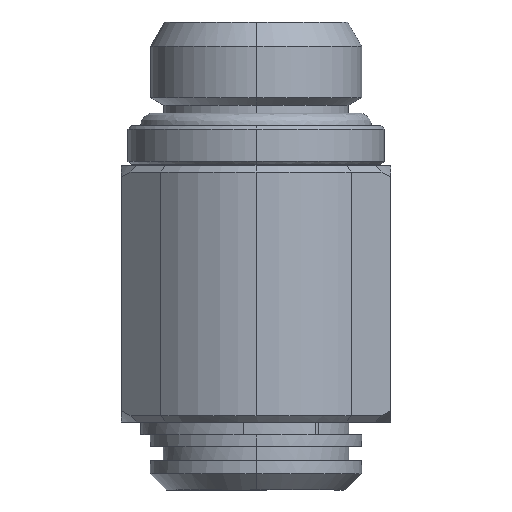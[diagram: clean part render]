
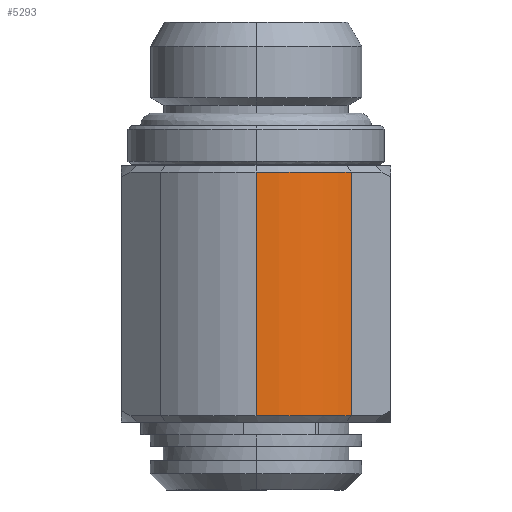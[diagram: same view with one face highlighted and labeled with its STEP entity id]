
A CAD part, left-side view. The second image highlights one B-rep face of the part: STEP entity #5293.
In plain terms, the highlighted free-form (B-spline) face has degree [1, 3] with [2, 4] control points.
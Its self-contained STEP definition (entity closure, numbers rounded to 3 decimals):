
#271 = FACE_OUTER_BOUND ( 'NONE', #7892, .T. ) ;
#545 = CARTESIAN_POINT ( 'NONE',  ( 142.343, 131.037, 9.5 ) ) ;
#851 = CARTESIAN_POINT ( 'NONE',  ( 139.267, 135.64, -9.5 ) ) ;
#863 = EDGE_CURVE ( 'NONE', #4439, #1081, #1312, .T. ) ;
#1081 = VERTEX_POINT ( 'NONE', #2162 ) ;
#1262 =( BOUNDED_SURFACE ( )  B_SPLINE_SURFACE ( 1, 3, ( 
 ( #7896, #4648, #5313, #5959 ),
 ( #5282, #4200, #851, #6228 ) ),
 .UNSPECIFIED., .F., .F., .T. ) 
 B_SPLINE_SURFACE_WITH_KNOTS ( ( 2, 2 ),
 ( 4, 4 ),
 ( 0., 1. ),
 ( 0., 1. ),
 .UNSPECIFIED. ) 
 GEOMETRIC_REPRESENTATION_ITEM ( )  RATIONAL_B_SPLINE_SURFACE ( (
 ( 1., 0.949, 0.949, 1.),
 ( 1., 0.949, 0.949, 1.) ) ) 
 REPRESENTATION_ITEM ( '' )  SURFACE ( )  );
#1274 = VERTEX_POINT ( 'NONE', #1384 ) ;
#1312 =( BOUNDED_CURVE ( )  B_SPLINE_CURVE ( 3, ( #2303, #6149, #6938, #2173 ),
 .UNSPECIFIED., .F., .F. ) 
 B_SPLINE_CURVE_WITH_KNOTS ( ( 4, 4 ),
 ( -3.927, -3.142 ),
 .UNSPECIFIED. ) 
 CURVE ( )  GEOMETRIC_REPRESENTATION_ITEM ( )  RATIONAL_B_SPLINE_CURVE ( ( 1., 0.949, 0.949, 1. ) ) 
 REPRESENTATION_ITEM ( '' )  );
#1384 = CARTESIAN_POINT ( 'NONE',  ( 142.343, 131.037, 9.5 ) ) ;
#2162 = CARTESIAN_POINT ( 'NONE',  ( 142.343, 131.037, -9.5 ) ) ;
#2173 = CARTESIAN_POINT ( 'NONE',  ( 142.343, 131.037, -9.5 ) ) ;
#2303 = CARTESIAN_POINT ( 'NONE',  ( 139.267, 138.462, -9.5 ) ) ;
#2308 = ORIENTED_EDGE ( 'NONE', *, *, #3381, .F. ) ;
#2433 = CARTESIAN_POINT ( 'NONE',  ( 139.267, 138.462, 9.5 ) ) ;
#2529 = CARTESIAN_POINT ( 'NONE',  ( 142.343, 131.037, 9.5 ) ) ;
#2630 =( BOUNDED_CURVE ( )  B_SPLINE_CURVE ( 3, ( #2433, #7812, #5836, #2529 ),
 .UNSPECIFIED., .F., .F. ) 
 B_SPLINE_CURVE_WITH_KNOTS ( ( 4, 4 ),
 ( -3.927, -3.142 ),
 .UNSPECIFIED. ) 
 CURVE ( )  GEOMETRIC_REPRESENTATION_ITEM ( )  RATIONAL_B_SPLINE_CURVE ( ( 1., 0.949, 0.949, 1. ) ) 
 REPRESENTATION_ITEM ( '' )  );
#2781 = ORIENTED_EDGE ( 'NONE', *, *, #7708, .T. ) ;
#3136 = CARTESIAN_POINT ( 'NONE',  ( 139.267, 138.462, -9.5 ) ) ;
#3381 = EDGE_CURVE ( 'NONE', #5465, #1274, #2630, .T. ) ;
#3841 = ORIENTED_EDGE ( 'NONE', *, *, #863, .T. ) ;
#3870 = CARTESIAN_POINT ( 'NONE',  ( 139.267, 138.462, 9.5 ) ) ;
#4200 = CARTESIAN_POINT ( 'NONE',  ( 140.347, 133.033, -9.5 ) ) ;
#4439 = VERTEX_POINT ( 'NONE', #5949 ) ;
#4648 = CARTESIAN_POINT ( 'NONE',  ( 140.347, 133.033, 9.5 ) ) ;
#5255 = B_SPLINE_CURVE_WITH_KNOTS ( 'NONE', 1,
 ( #8433, #545 ),
 .UNSPECIFIED., .F., .F.,
 ( 2, 2 ),
 ( -1., 0. ),
 .UNSPECIFIED. ) ;
#5282 = CARTESIAN_POINT ( 'NONE',  ( 142.343, 131.037, -9.5 ) ) ;
#5293 = ADVANCED_FACE ( 'NONE', ( #271 ), #1262, .F. ) ;
#5313 = CARTESIAN_POINT ( 'NONE',  ( 139.267, 135.64, 9.5 ) ) ;
#5465 = VERTEX_POINT ( 'NONE', #5584 ) ;
#5584 = CARTESIAN_POINT ( 'NONE',  ( 139.267, 138.462, 9.5 ) ) ;
#5836 = CARTESIAN_POINT ( 'NONE',  ( 140.347, 133.033, 9.5 ) ) ;
#5858 = B_SPLINE_CURVE_WITH_KNOTS ( 'NONE', 1,
 ( #3136, #3870 ),
 .UNSPECIFIED., .F., .F.,
 ( 2, 2 ),
 ( -1., 0. ),
 .UNSPECIFIED. ) ;
#5949 = CARTESIAN_POINT ( 'NONE',  ( 139.267, 138.462, -9.5 ) ) ;
#5959 = CARTESIAN_POINT ( 'NONE',  ( 139.267, 138.462, 9.5 ) ) ;
#6149 = CARTESIAN_POINT ( 'NONE',  ( 139.267, 135.64, -9.5 ) ) ;
#6228 = CARTESIAN_POINT ( 'NONE',  ( 139.267, 138.462, -9.5 ) ) ;
#6664 = EDGE_CURVE ( 'NONE', #4439, #5465, #5858, .T. ) ;
#6938 = CARTESIAN_POINT ( 'NONE',  ( 140.347, 133.033, -9.5 ) ) ;
#7708 = EDGE_CURVE ( 'NONE', #1081, #1274, #5255, .T. ) ;
#7812 = CARTESIAN_POINT ( 'NONE',  ( 139.267, 135.64, 9.5 ) ) ;
#7835 = ORIENTED_EDGE ( 'NONE', *, *, #6664, .F. ) ;
#7892 = EDGE_LOOP ( 'NONE', ( #7835, #3841, #2781, #2308 ) ) ;
#7896 = CARTESIAN_POINT ( 'NONE',  ( 142.343, 131.037, 9.5 ) ) ;
#8433 = CARTESIAN_POINT ( 'NONE',  ( 142.343, 131.037, -9.5 ) ) ;
